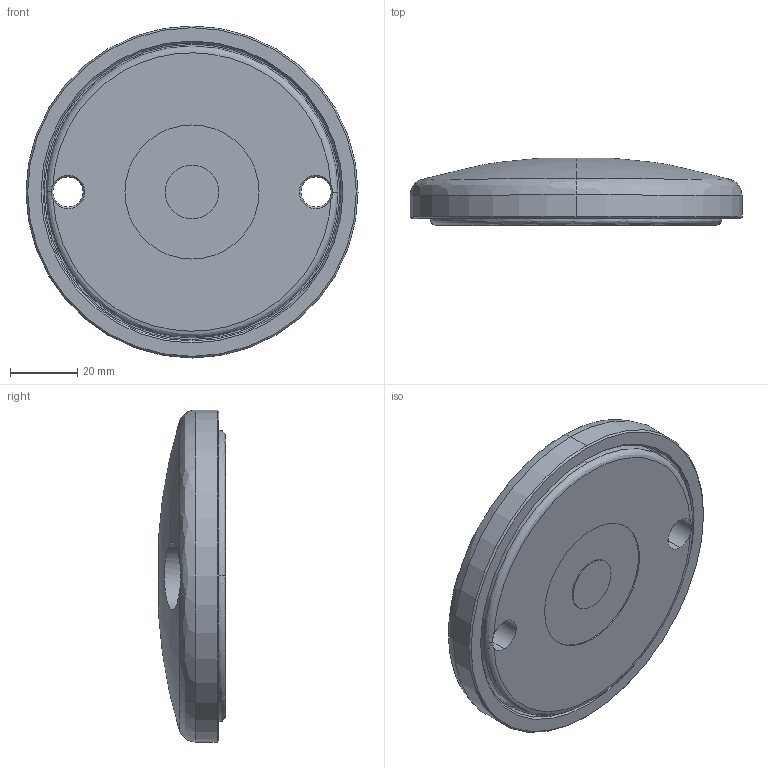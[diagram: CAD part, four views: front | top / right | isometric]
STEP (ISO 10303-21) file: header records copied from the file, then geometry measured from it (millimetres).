
FILE_DESCRIPTION (( 'STEP AP214' ), '1' );
FILE_NAME ('098a100ebg.STEP', '2014-08-25T07:05:58', ( '' ), ( '' ), 'SwSTEP 2.0', 'SolidWorks 2014', '' );
FILE_SCHEMA (( 'AUTOMOTIVE_DESIGN' ));
Length unit declared in the file: millimetre
Products named in the file (1): 098a100ebg
Bounding box: 99 x 20 x 99 mm (x, y, z)
Volume: 112175.7 mm3; surface area: 35302.5 mm2
Topology: 2 solids, 2 shells, 81 faces, 193 edges, 117 vertices
Faces by surface type: cylinder 28, bspline 24, cone 18, plane 11
Entity records: 5000 total; most frequent: CARTESIAN_POINT 2230, DIRECTION 400, ORIENTED_EDGE 382, EDGE_CURVE 191, AXIS2_PLACEMENT_3D 177, CIRCLE 119, VERTEX_POINT 117, EDGE_LOOP 94
